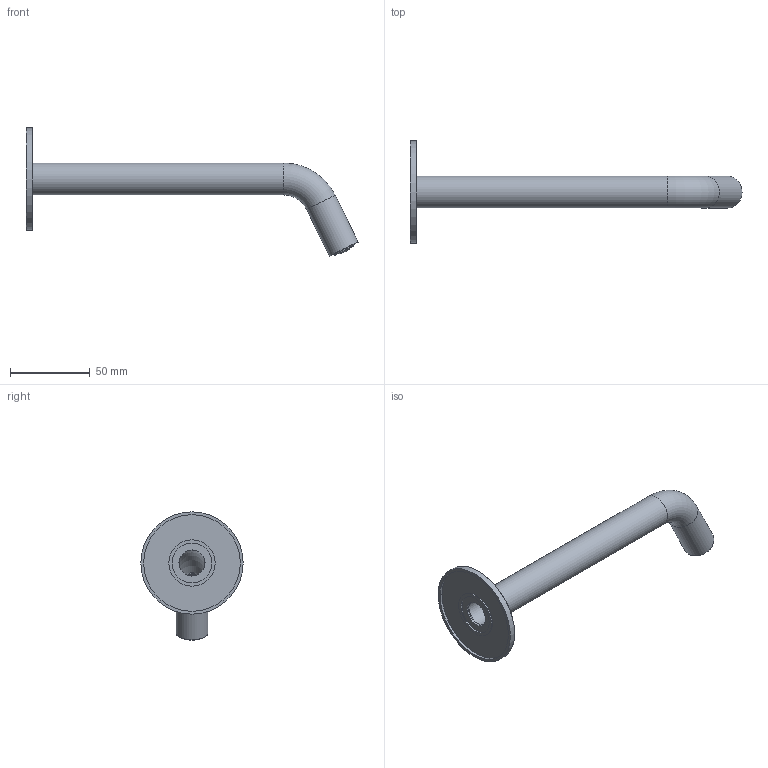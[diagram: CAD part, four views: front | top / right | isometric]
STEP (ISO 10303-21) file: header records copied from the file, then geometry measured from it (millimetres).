
FILE_DESCRIPTION(/* description */ ('Unknown'),/* implementation_level */ '2;1');
FILE_NAME(/* name */ 'GY095-20-00',/* time_stamp */ '2024-12-16T11:12:30+01:00',/* author */ ('Unknown'),/* organization */ ('Unknown'),/* preprocessor_version */ 'ST-DEVELOPER v19.4',/* originating_system */ 'Solid Edge',/* authorisation */ 'Unknown');
FILE_SCHEMA (('AUTOMOTIVE_DESIGN {1 0 10303 214 3 1 1}'));
Length unit declared in the file: millimetre
Products named in the file (7): GY095-20-00; CZ095-02; GY095-001; GY095-01; CB095-16; CB003-002_oa_0; CB003-002-1
Assembly tree (6 placements, depth 3):
  GY095-20-00
    CZ095-02
    GY095-001
      GY095-01
      CB095-16
    CB003-002_oa_0
      CB003-002-1
Bounding box: 207.89 x 64 x 80.28 mm (x, y, z)
Volume: 33616.2 mm3; surface area: 33717 mm2
Topology: 4 solids, 4 shells, 136 faces, 339 edges, 221 vertices
Faces by surface type: plane 64, cylinder 30, torus 22, cone 12, bspline 8
Full cylindrical faces by diameter (mm): 12.196 x1, 13.464 x1, 14.577 x1, 15.033 x1, 15.218 x1, 15.229 x1, 16 x5, 16.1 x1, 16.3 x2, 16.5 x1, 16.75 x1, 20 x2, 20.5 x1, 25 x1, 29 x1, 60.5 x1, 64 x1
Entity records: 8492 total; most frequent: CARTESIAN_POINT 5570, DIRECTION 598, ORIENTED_EDGE 508, EDGE_CURVE 254, AXIS2_PLACEMENT_3D 254, EDGE_LOOP 191, FACE_BOUND 191, VERTEX_POINT 187
